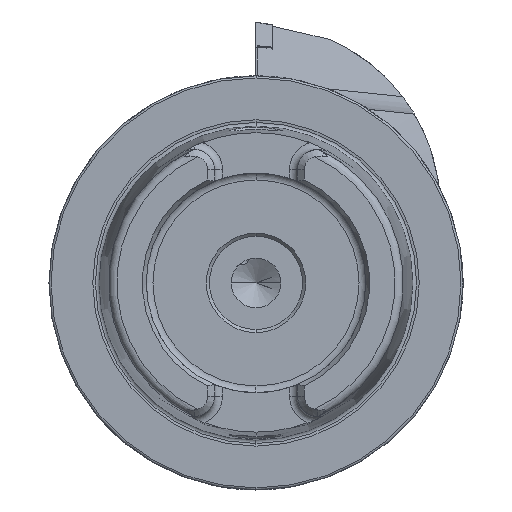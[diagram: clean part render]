
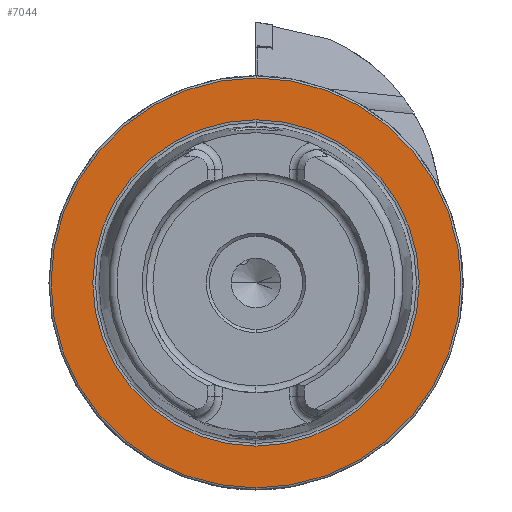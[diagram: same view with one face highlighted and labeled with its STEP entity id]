
A CAD part, left-side view. The second image highlights one B-rep face of the part: STEP entity #7044.
In plain terms, the highlighted planar face has unit normal (-1, 0, 0).
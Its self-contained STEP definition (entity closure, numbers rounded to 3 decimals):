
#95 = AXIS2_PLACEMENT_3D ( 'NONE', #1065, #1056, #1068 ) ;
#1056 = DIRECTION ( 'NONE',  ( 1., 0., 0. ) ) ;
#1065 = CARTESIAN_POINT ( 'NONE',  ( 0., 49.5, 0. ) ) ;
#1066 = PLANE ( 'NONE',  #95 ) ;
#1068 = DIRECTION ( 'NONE',  ( 0., 0., -1. ) ) ;
#1242 = VERTEX_POINT ( 'NONE', #12484 ) ;
#1243 = VERTEX_POINT ( 'NONE', #12513 ) ;
#1247 = VERTEX_POINT ( 'NONE', #12510 ) ;
#1248 = VERTEX_POINT ( 'NONE', #12448 ) ;
#2531 = ORIENTED_EDGE ( 'NONE', *, *, #12069, .T. ) ;
#2538 = ORIENTED_EDGE ( 'NONE', *, *, #6908, .T. ) ;
#2556 = ORIENTED_EDGE ( 'NONE', *, *, #12068, .F. ) ;
#2557 = ORIENTED_EDGE ( 'NONE', *, *, #6912, .F. ) ;
#2715 = EDGE_LOOP ( 'NONE', ( #2556, #2557 ) ) ;
#2753 = EDGE_LOOP ( 'NONE', ( #2538, #2531 ) ) ;
#4988 = CIRCLE ( 'NONE', #5460, 39.405 ) ;
#4989 = CIRCLE ( 'NONE', #5461, 49.5 ) ;
#5460 = AXIS2_PLACEMENT_3D ( 'NONE', #9779, #9780, #9781 ) ;
#5461 = AXIS2_PLACEMENT_3D ( 'NONE', #9782, #9783, #9784 ) ;
#6357 = CIRCLE ( 'NONE', #10342, 49.5 ) ;
#6361 = CIRCLE ( 'NONE', #10345, 39.405 ) ;
#6908 = EDGE_CURVE ( 'NONE', #1248, #1247, #6357, .T. ) ;
#6912 = EDGE_CURVE ( 'NONE', #1243, #1242, #6361, .T. ) ;
#7044 = ADVANCED_FACE ( 'NONE', ( #12497, #12494 ), #1066, .F. ) ;
#8792 = CARTESIAN_POINT ( 'NONE',  ( 0., 0., 0. ) ) ;
#8793 = DIRECTION ( 'NONE',  ( -1., 0., 0. ) ) ;
#8794 = DIRECTION ( 'NONE',  ( 0., 0., 1. ) ) ;
#8804 = CARTESIAN_POINT ( 'NONE',  ( 0., 0., 0. ) ) ;
#8805 = DIRECTION ( 'NONE',  ( -1., 0., 0. ) ) ;
#8806 = DIRECTION ( 'NONE',  ( 0., 0., 1. ) ) ;
#9779 = CARTESIAN_POINT ( 'NONE',  ( 0., 0., 0. ) ) ;
#9780 = DIRECTION ( 'NONE',  ( -1., 0., 0. ) ) ;
#9781 = DIRECTION ( 'NONE',  ( 0., 0., 1. ) ) ;
#9782 = CARTESIAN_POINT ( 'NONE',  ( 0., 0., 0. ) ) ;
#9783 = DIRECTION ( 'NONE',  ( -1., 0., 0. ) ) ;
#9784 = DIRECTION ( 'NONE',  ( 0., 0., 1. ) ) ;
#10342 = AXIS2_PLACEMENT_3D ( 'NONE', #8792, #8793, #8794 ) ;
#10345 = AXIS2_PLACEMENT_3D ( 'NONE', #8804, #8805, #8806 ) ;
#12068 = EDGE_CURVE ( 'NONE', #1242, #1243, #4988, .T. ) ;
#12069 = EDGE_CURVE ( 'NONE', #1247, #1248, #4989, .T. ) ;
#12448 = CARTESIAN_POINT ( 'NONE',  ( 0., 0., 49.5 ) ) ;
#12484 = CARTESIAN_POINT ( 'NONE',  ( 0., 0., 39.405 ) ) ;
#12494 = FACE_OUTER_BOUND ( 'NONE', #2753, .T. ) ;
#12497 = FACE_BOUND ( 'NONE', #2715, .T. ) ;
#12510 = CARTESIAN_POINT ( 'NONE',  ( 0., 0., -49.5 ) ) ;
#12513 = CARTESIAN_POINT ( 'NONE',  ( 0., 0., -39.405 ) ) ;
